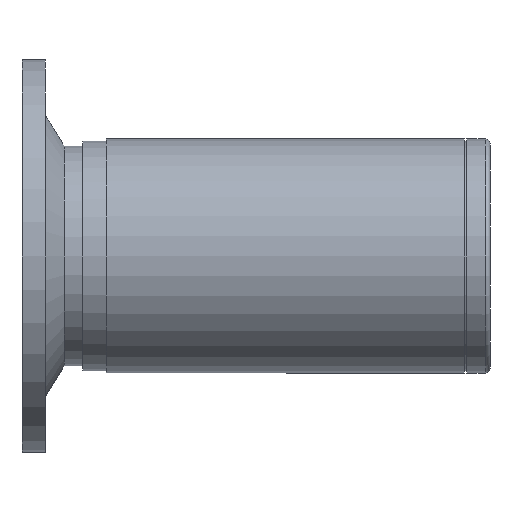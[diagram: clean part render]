
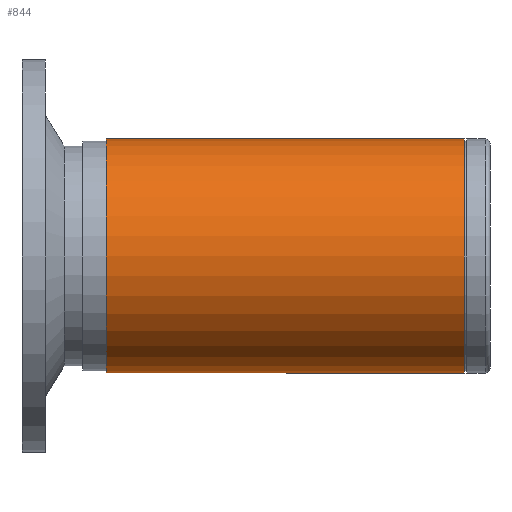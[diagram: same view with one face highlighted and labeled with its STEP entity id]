
A CAD part, left-side view. The second image highlights one B-rep face of the part: STEP entity #844.
In plain terms, the highlighted cylindrical face has radius 25 mm (diameter 50 mm), a partial arc.
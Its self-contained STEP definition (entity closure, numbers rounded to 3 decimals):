
#63 = VERTEX_POINT ( 'NONE', #574 ) ;
#66 = CARTESIAN_POINT ( 'NONE',  ( 0., -100., -25. ) ) ;
#109 = VERTEX_POINT ( 'NONE', #512 ) ;
#125 = EDGE_CURVE ( 'NONE', #766, #664, #721, .T. ) ;
#152 = CARTESIAN_POINT ( 'NONE',  ( 0., -18., 25. ) ) ;
#169 = EDGE_LOOP ( 'NONE', ( #733, #751, #967, #786 ) ) ;
#181 = LINE ( 'NONE', #788, #969 ) ;
#200 = DIRECTION ( 'NONE',  ( 0., 0., -1. ) ) ;
#212 = CARTESIAN_POINT ( 'NONE',  ( 0., -18., -25. ) ) ;
#244 = DIRECTION ( 'NONE',  ( 0., -1., 0. ) ) ;
#281 = DIRECTION ( 'NONE',  ( 0., 0., -1. ) ) ;
#324 = CYLINDRICAL_SURFACE ( 'NONE', #813, 25. ) ;
#331 = FACE_OUTER_BOUND ( 'NONE', #169, .T. ) ;
#339 = EDGE_CURVE ( 'NONE', #664, #109, #862, .T. ) ;
#353 = DIRECTION ( 'NONE',  ( 0., -1., 0. ) ) ;
#364 = CARTESIAN_POINT ( 'NONE',  ( 0., -94.5, 0. ) ) ;
#391 = EDGE_CURVE ( 'NONE', #766, #63, #181, .T. ) ;
#409 = VECTOR ( 'NONE', #1012, 1000. ) ;
#413 = AXIS2_PLACEMENT_3D ( 'NONE', #440, #612, #200 ) ;
#440 = CARTESIAN_POINT ( 'NONE',  ( 0., -18., 0. ) ) ;
#512 = CARTESIAN_POINT ( 'NONE',  ( 0., -94.5, -25. ) ) ;
#574 = CARTESIAN_POINT ( 'NONE',  ( 0., -94.5, 25. ) ) ;
#612 = DIRECTION ( 'NONE',  ( 0., -1., 0. ) ) ;
#656 = DIRECTION ( 'NONE',  ( 0., -1., 0. ) ) ;
#664 = VERTEX_POINT ( 'NONE', #212 ) ;
#712 = DIRECTION ( 'NONE',  ( 0., 0., -1. ) ) ;
#721 = CIRCLE ( 'NONE', #413, 25. ) ;
#733 = ORIENTED_EDGE ( 'NONE', *, *, #391, .F. ) ;
#751 = ORIENTED_EDGE ( 'NONE', *, *, #125, .T. ) ;
#766 = VERTEX_POINT ( 'NONE', #152 ) ;
#770 = CIRCLE ( 'NONE', #896, 25. ) ;
#786 = ORIENTED_EDGE ( 'NONE', *, *, #1008, .F. ) ;
#787 = CARTESIAN_POINT ( 'NONE',  ( 0., -100., 0. ) ) ;
#788 = CARTESIAN_POINT ( 'NONE',  ( 0., -100., 25. ) ) ;
#813 = AXIS2_PLACEMENT_3D ( 'NONE', #787, #656, #712 ) ;
#844 = ADVANCED_FACE ( 'NONE', ( #331 ), #324, .T. ) ;
#862 = LINE ( 'NONE', #66, #409 ) ;
#896 = AXIS2_PLACEMENT_3D ( 'NONE', #364, #353, #281 ) ;
#967 = ORIENTED_EDGE ( 'NONE', *, *, #339, .T. ) ;
#969 = VECTOR ( 'NONE', #244, 1000. ) ;
#1008 = EDGE_CURVE ( 'NONE', #63, #109, #770, .T. ) ;
#1012 = DIRECTION ( 'NONE',  ( 0., -1., 0. ) ) ;
